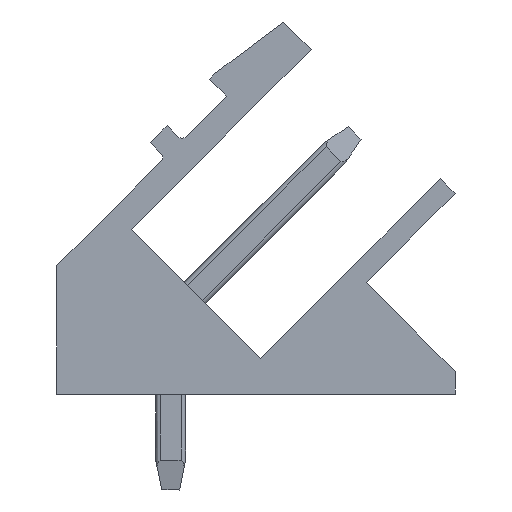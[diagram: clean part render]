
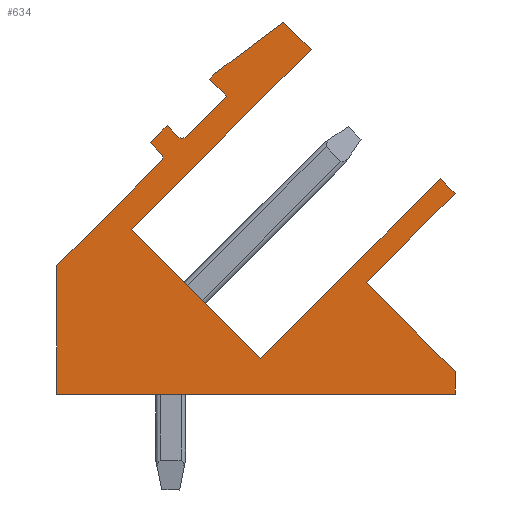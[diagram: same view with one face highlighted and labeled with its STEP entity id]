
A CAD part, left-side view. The second image highlights one B-rep face of the part: STEP entity #634.
In plain terms, the highlighted planar face has unit normal (-1, 0, 0).
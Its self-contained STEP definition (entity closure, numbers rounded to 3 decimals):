
#287=AXIS2_PLACEMENT_3D('Circle Axis2P3D',#285,#286,$) ;
#411=AXIS2_PLACEMENT_3D('Circle Axis2P3D',#409,#410,$) ;
#600=AXIS2_PLACEMENT_3D('Plane Axis2P3D',#597,#598,#599) ;
#49=CARTESIAN_POINT('Vertex',(0.,6.505,4.385)) ;
#52=CARTESIAN_POINT('Line Origine',(0.,3.5,7.39)) ;
#56=CARTESIAN_POINT('Vertex',(0.,0.495,10.395)) ;
#89=CARTESIAN_POINT('Vertex',(0.,4.808,14.708)) ;
#92=CARTESIAN_POINT('Line Origine',(0.,7.814,11.703)) ;
#96=CARTESIAN_POINT('Vertex',(0.,10.819,8.698)) ;
#127=CARTESIAN_POINT('Vertex',(0.,5.728,15.628)) ;
#130=CARTESIAN_POINT('Line Origine',(0.,5.268,15.168)) ;
#158=CARTESIAN_POINT('Vertex',(0.,7.99,13.931)) ;
#161=CARTESIAN_POINT('Line Origine',(0.,6.859,14.779)) ;
#189=CARTESIAN_POINT('Vertex',(0.,8.202,13.718)) ;
#192=CARTESIAN_POINT('Line Origine',(0.,8.096,13.824)) ;
#220=CARTESIAN_POINT('Vertex',(0.,7.637,13.153)) ;
#223=CARTESIAN_POINT('Line Origine',(0.,7.92,13.436)) ;
#251=CARTESIAN_POINT('Vertex',(0.,8.98,11.809)) ;
#254=CARTESIAN_POINT('Line Origine',(0.,8.309,12.481)) ;
#282=CARTESIAN_POINT('Vertex',(0.,9.263,11.809)) ;
#285=CARTESIAN_POINT('Axis2P3D Location',(0.,9.122,11.951)) ;
#313=CARTESIAN_POINT('Vertex',(0.,9.617,12.163)) ;
#316=CARTESIAN_POINT('Line Origine',(0.,9.44,11.986)) ;
#344=CARTESIAN_POINT('Vertex',(0.,10.182,11.597)) ;
#347=CARTESIAN_POINT('Line Origine',(0.,9.899,11.88)) ;
#375=CARTESIAN_POINT('Vertex',(0.,9.829,11.244)) ;
#378=CARTESIAN_POINT('Line Origine',(0.,10.006,11.42)) ;
#406=CARTESIAN_POINT('Vertex',(0.,9.829,10.961)) ;
#409=CARTESIAN_POINT('Axis2P3D Location',(0.,9.97,11.102)) ;
#432=CARTESIAN_POINT('Vertex',(0.,13.3,7.489)) ;
#435=CARTESIAN_POINT('Line Origine',(0.,11.564,9.225)) ;
#463=CARTESIAN_POINT('Vertex',(0.,13.3,3.2)) ;
#466=CARTESIAN_POINT('Line Origine',(0.,13.3,5.345)) ;
#496=CARTESIAN_POINT('Vertex',(0.,0.,3.96)) ;
#499=CARTESIAN_POINT('Line Origine',(0.,0.,3.58)) ;
#503=CARTESIAN_POINT('Vertex',(0.,0.,3.2)) ;
#534=CARTESIAN_POINT('Vertex',(0.,2.97,6.93)) ;
#537=CARTESIAN_POINT('Line Origine',(0.,1.485,5.445)) ;
#565=CARTESIAN_POINT('Vertex',(0.,0.,9.9)) ;
#568=CARTESIAN_POINT('Line Origine',(0.,1.485,8.415)) ;
#585=CARTESIAN_POINT('Line Origine',(0.,0.247,10.147)) ;
#597=CARTESIAN_POINT('Axis2P3D Location',(0.,0.,0.)) ;
#602=CARTESIAN_POINT('Line Origine',(0.,8.662,6.541)) ;
#607=CARTESIAN_POINT('Line Origine',(0.,6.65,3.2)) ;
#53=DIRECTION('Vector Direction',(0.,0.707,-0.707)) ;
#93=DIRECTION('Vector Direction',(0.,-0.707,0.707)) ;
#131=DIRECTION('Vector Direction',(0.,-0.707,-0.707)) ;
#162=DIRECTION('Vector Direction',(0.,-0.8,0.6)) ;
#193=DIRECTION('Vector Direction',(0.,-0.707,0.707)) ;
#224=DIRECTION('Vector Direction',(0.,0.707,0.707)) ;
#255=DIRECTION('Vector Direction',(0.,-0.707,0.707)) ;
#286=DIRECTION('Axis2P3D Direction',(-1.,0.,0.)) ;
#317=DIRECTION('Vector Direction',(0.,-0.707,-0.707)) ;
#348=DIRECTION('Vector Direction',(0.,-0.707,0.707)) ;
#379=DIRECTION('Vector Direction',(0.,0.707,0.707)) ;
#410=DIRECTION('Axis2P3D Direction',(-1.,0.,0.)) ;
#436=DIRECTION('Vector Direction',(0.,-0.707,0.707)) ;
#467=DIRECTION('Vector Direction',(0.,0.,1.)) ;
#500=DIRECTION('Vector Direction',(0.,0.,-1.)) ;
#538=DIRECTION('Vector Direction',(0.,-0.707,-0.707)) ;
#569=DIRECTION('Vector Direction',(0.,0.707,-0.707)) ;
#586=DIRECTION('Vector Direction',(0.,-0.707,-0.707)) ;
#598=DIRECTION('Axis2P3D Direction',(-1.,0.,0.)) ;
#599=DIRECTION('Axis2P3D XDirection',(0.,0.,1.)) ;
#603=DIRECTION('Vector Direction',(0.,-0.707,-0.707)) ;
#608=DIRECTION('Vector Direction',(0.,1.,0.)) ;
#54=VECTOR('Line Direction',#53,1.) ;
#94=VECTOR('Line Direction',#93,1.) ;
#132=VECTOR('Line Direction',#131,1.) ;
#163=VECTOR('Line Direction',#162,1.) ;
#194=VECTOR('Line Direction',#193,1.) ;
#225=VECTOR('Line Direction',#224,1.) ;
#256=VECTOR('Line Direction',#255,1.) ;
#318=VECTOR('Line Direction',#317,1.) ;
#349=VECTOR('Line Direction',#348,1.) ;
#380=VECTOR('Line Direction',#379,1.) ;
#437=VECTOR('Line Direction',#436,1.) ;
#468=VECTOR('Line Direction',#467,1.) ;
#501=VECTOR('Line Direction',#500,1.) ;
#539=VECTOR('Line Direction',#538,1.) ;
#570=VECTOR('Line Direction',#569,1.) ;
#587=VECTOR('Line Direction',#586,1.) ;
#604=VECTOR('Line Direction',#603,1.) ;
#609=VECTOR('Line Direction',#608,1.) ;
#613=ORIENTED_EDGE('',*,*,#58,.T.) ;
#614=ORIENTED_EDGE('',*,*,#606,.T.) ;
#615=ORIENTED_EDGE('',*,*,#98,.T.) ;
#616=ORIENTED_EDGE('',*,*,#134,.T.) ;
#617=ORIENTED_EDGE('',*,*,#165,.T.) ;
#618=ORIENTED_EDGE('',*,*,#196,.T.) ;
#619=ORIENTED_EDGE('',*,*,#227,.T.) ;
#620=ORIENTED_EDGE('',*,*,#258,.T.) ;
#621=ORIENTED_EDGE('',*,*,#289,.T.) ;
#622=ORIENTED_EDGE('',*,*,#320,.T.) ;
#623=ORIENTED_EDGE('',*,*,#351,.T.) ;
#624=ORIENTED_EDGE('',*,*,#382,.T.) ;
#625=ORIENTED_EDGE('',*,*,#413,.T.) ;
#626=ORIENTED_EDGE('',*,*,#439,.T.) ;
#627=ORIENTED_EDGE('',*,*,#470,.T.) ;
#628=ORIENTED_EDGE('',*,*,#611,.T.) ;
#629=ORIENTED_EDGE('',*,*,#505,.T.) ;
#630=ORIENTED_EDGE('',*,*,#541,.T.) ;
#631=ORIENTED_EDGE('',*,*,#572,.T.) ;
#632=ORIENTED_EDGE('',*,*,#589,.T.) ;
#634=ADVANCED_FACE('Housing',(#633),#601,.T.) ;
#288=CIRCLE('generated circle',#287,0.2) ;
#412=CIRCLE('generated circle',#411,0.2) ;
#58=EDGE_CURVE('',#57,#50,#55,.T.) ;
#98=EDGE_CURVE('',#97,#90,#95,.T.) ;
#134=EDGE_CURVE('',#90,#128,#133,.F.) ;
#165=EDGE_CURVE('',#128,#159,#164,.F.) ;
#196=EDGE_CURVE('',#159,#190,#195,.F.) ;
#227=EDGE_CURVE('',#190,#221,#226,.F.) ;
#258=EDGE_CURVE('',#221,#252,#257,.F.) ;
#289=EDGE_CURVE('',#252,#283,#288,.F.) ;
#320=EDGE_CURVE('',#283,#314,#319,.F.) ;
#351=EDGE_CURVE('',#314,#345,#350,.F.) ;
#382=EDGE_CURVE('',#345,#376,#381,.F.) ;
#413=EDGE_CURVE('',#376,#407,#412,.F.) ;
#439=EDGE_CURVE('',#407,#433,#438,.F.) ;
#470=EDGE_CURVE('',#433,#464,#469,.F.) ;
#505=EDGE_CURVE('',#504,#497,#502,.F.) ;
#541=EDGE_CURVE('',#497,#535,#540,.F.) ;
#572=EDGE_CURVE('',#535,#566,#571,.F.) ;
#589=EDGE_CURVE('',#566,#57,#588,.F.) ;
#606=EDGE_CURVE('',#50,#97,#605,.F.) ;
#611=EDGE_CURVE('',#464,#504,#610,.F.) ;
#612=EDGE_LOOP('',(#613,#614,#615,#616,#617,#618,#619,#620,#621,#622,#623,#624,#625,#626,#627,#628,#629,#630,#631,#632)) ;
#633=FACE_OUTER_BOUND('',#612,.T.) ;
#55=LINE('Line',#52,#54) ;
#95=LINE('Line',#92,#94) ;
#133=LINE('Line',#130,#132) ;
#164=LINE('Line',#161,#163) ;
#195=LINE('Line',#192,#194) ;
#226=LINE('Line',#223,#225) ;
#257=LINE('Line',#254,#256) ;
#319=LINE('Line',#316,#318) ;
#350=LINE('Line',#347,#349) ;
#381=LINE('Line',#378,#380) ;
#438=LINE('Line',#435,#437) ;
#469=LINE('Line',#466,#468) ;
#502=LINE('Line',#499,#501) ;
#540=LINE('Line',#537,#539) ;
#571=LINE('Line',#568,#570) ;
#588=LINE('Line',#585,#587) ;
#605=LINE('Line',#602,#604) ;
#610=LINE('Line',#607,#609) ;
#601=PLANE('',#600) ;
#50=VERTEX_POINT('',#49) ;
#57=VERTEX_POINT('',#56) ;
#90=VERTEX_POINT('',#89) ;
#97=VERTEX_POINT('',#96) ;
#128=VERTEX_POINT('',#127) ;
#159=VERTEX_POINT('',#158) ;
#190=VERTEX_POINT('',#189) ;
#221=VERTEX_POINT('',#220) ;
#252=VERTEX_POINT('',#251) ;
#283=VERTEX_POINT('',#282) ;
#314=VERTEX_POINT('',#313) ;
#345=VERTEX_POINT('',#344) ;
#376=VERTEX_POINT('',#375) ;
#407=VERTEX_POINT('',#406) ;
#433=VERTEX_POINT('',#432) ;
#464=VERTEX_POINT('',#463) ;
#497=VERTEX_POINT('',#496) ;
#504=VERTEX_POINT('',#503) ;
#535=VERTEX_POINT('',#534) ;
#566=VERTEX_POINT('',#565) ;
